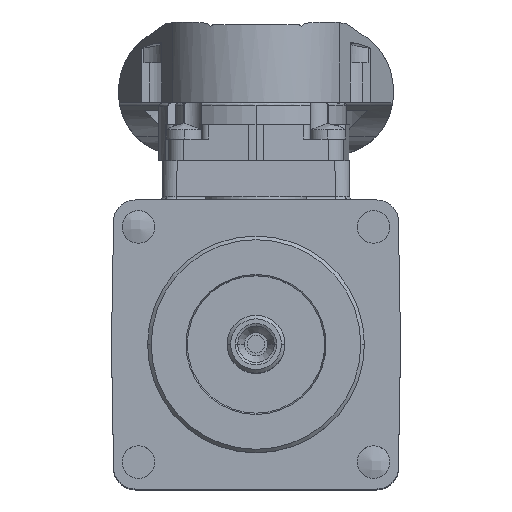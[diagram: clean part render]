
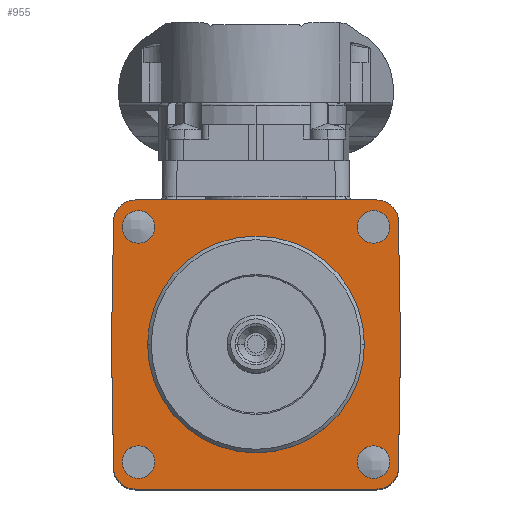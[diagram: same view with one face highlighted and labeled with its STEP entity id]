
A CAD part, top view. The second image highlights one B-rep face of the part: STEP entity #955.
In plain terms, the highlighted planar face has unit normal (0, 0, 1).
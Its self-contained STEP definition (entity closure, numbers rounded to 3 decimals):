
#955=ADVANCED_FACE('NONE',(#2738,#2739,#2740,#2741,#2742,#2743),#2744,.T.);
#2738=FACE_OUTER_BOUND('',#5431,.T.);
#2739=FACE_BOUND('',#5432,.T.);
#2740=FACE_BOUND('',#5433,.T.);
#2741=FACE_BOUND('',#5434,.T.);
#2742=FACE_BOUND('',#5435,.T.);
#2743=FACE_BOUND('',#5436,.T.);
#2744=PLANE('',#5437);
#5431=EDGE_LOOP('',(#11518,#11519,#11520,#11521,#11522,#11523,#11524,#11525,#11526,#11527));
#5432=EDGE_LOOP('',(#11528,#11529));
#5433=EDGE_LOOP('',(#11530,#11531));
#5434=EDGE_LOOP('',(#11532,#11533));
#5435=EDGE_LOOP('',(#11534,#11535));
#5436=EDGE_LOOP('',(#11536,#11537));
#5437=AXIS2_PLACEMENT_3D('',#11538,#11539,#11540);
#11518=ORIENTED_EDGE('',*,*,#18873,.T.);
#11519=ORIENTED_EDGE('',*,*,#18899,.T.);
#11520=ORIENTED_EDGE('',*,*,#18880,.T.);
#11521=ORIENTED_EDGE('',*,*,#18889,.T.);
#11522=ORIENTED_EDGE('',*,*,#18900,.T.);
#11523=ORIENTED_EDGE('',*,*,#18805,.T.);
#11524=ORIENTED_EDGE('',*,*,#18901,.T.);
#11525=ORIENTED_EDGE('',*,*,#18857,.T.);
#11526=ORIENTED_EDGE('',*,*,#18865,.T.);
#11527=ORIENTED_EDGE('',*,*,#18902,.T.);
#11528=ORIENTED_EDGE('',*,*,#18903,.F.);
#11529=ORIENTED_EDGE('',*,*,#18738,.F.);
#11530=ORIENTED_EDGE('',*,*,#18904,.F.);
#11531=ORIENTED_EDGE('',*,*,#18743,.F.);
#11532=ORIENTED_EDGE('',*,*,#18905,.F.);
#11533=ORIENTED_EDGE('',*,*,#18748,.F.);
#11534=ORIENTED_EDGE('',*,*,#18906,.F.);
#11535=ORIENTED_EDGE('',*,*,#18753,.F.);
#11536=ORIENTED_EDGE('',*,*,#18756,.F.);
#11537=ORIENTED_EDGE('',*,*,#18907,.F.);
#11538=CARTESIAN_POINT('',(0.0,30.0,5.0));
#11539=DIRECTION('',(-0.0,0.0,1.0));
#11540=DIRECTION('',(1.0,-0.0,0.0));
#18738=EDGE_CURVE('NONE',#21823,#21825,#21826,.T.);
#18743=EDGE_CURVE('NONE',#21832,#21834,#21835,.T.);
#18748=EDGE_CURVE('NONE',#21841,#21843,#21844,.T.);
#18753=EDGE_CURVE('NONE',#21850,#21852,#21853,.T.);
#18756=EDGE_CURVE('NONE',#21856,#21857,#21858,.T.);
#18805=EDGE_CURVE('NONE',#21944,#21942,#21945,.T.);
#18857=EDGE_CURVE('NONE',#22035,#22033,#22036,.T.);
#18865=EDGE_CURVE('NONE',#22033,#22046,#22048,.T.);
#18873=EDGE_CURVE('NONE',#22062,#22060,#22063,.T.);
#18880=EDGE_CURVE('NONE',#22073,#22071,#22074,.T.);
#18889=EDGE_CURVE('NONE',#22071,#22086,#22088,.T.);
#18899=EDGE_CURVE('NONE',#22060,#22073,#22102,.T.);
#18900=EDGE_CURVE('NONE',#22086,#21944,#22103,.T.);
#18901=EDGE_CURVE('NONE',#21942,#22035,#22104,.T.);
#18902=EDGE_CURVE('NONE',#22046,#22062,#22105,.T.);
#18903=EDGE_CURVE('NONE',#21825,#21823,#22106,.T.);
#18904=EDGE_CURVE('NONE',#21834,#21832,#22107,.T.);
#18905=EDGE_CURVE('NONE',#21843,#21841,#22108,.T.);
#18906=EDGE_CURVE('NONE',#21852,#21850,#22109,.T.);
#18907=EDGE_CURVE('NONE',#21857,#21856,#22110,.T.);
#21823=VERTEX_POINT('NONE',#26376);
#21825=VERTEX_POINT('NONE',#26379);
#21826=CIRCLE('',#26380,2.25);
#21832=VERTEX_POINT('NONE',#26387);
#21834=VERTEX_POINT('NONE',#26390);
#21835=CIRCLE('',#26391,2.25);
#21841=VERTEX_POINT('NONE',#26398);
#21843=VERTEX_POINT('NONE',#26401);
#21844=CIRCLE('',#26402,2.25);
#21850=VERTEX_POINT('NONE',#26409);
#21852=VERTEX_POINT('NONE',#26412);
#21853=CIRCLE('',#26413,2.25);
#21856=VERTEX_POINT('NONE',#26417);
#21857=VERTEX_POINT('NONE',#26418);
#21858=CIRCLE('',#26419,15.0);
#21942=VERTEX_POINT('NONE',#26548);
#21944=VERTEX_POINT('NONE',#26551);
#21945=LINE('',#26552,#26553);
#22033=VERTEX_POINT('NONE',#26673);
#22035=VERTEX_POINT('NONE',#26676);
#22036=LINE('',#26677,#26678);
#22046=VERTEX_POINT('NONE',#26693);
#22048=LINE('',#26696,#26697);
#22060=VERTEX_POINT('NONE',#26714);
#22062=VERTEX_POINT('NONE',#26717);
#22063=LINE('',#26718,#26719);
#22071=VERTEX_POINT('NONE',#26731);
#22073=VERTEX_POINT('NONE',#26734);
#22074=LINE('',#26735,#26736);
#22086=VERTEX_POINT('NONE',#26754);
#22088=LINE('',#26757,#26758);
#22102=CIRCLE('',#26774,3.0);
#22103=CIRCLE('',#26775,3.0);
#22104=CIRCLE('',#26776,3.0);
#22105=CIRCLE('',#26777,3.0);
#22106=CIRCLE('',#26778,2.25);
#22107=CIRCLE('',#26779,2.25);
#22108=CIRCLE('',#26780,2.25);
#22109=CIRCLE('',#26781,2.25);
#22110=CIRCLE('',#26782,15.0);
#26376=CARTESIAN_POINT('',(-18.513,16.263,5.0));
#26379=CARTESIAN_POINT('',(-14.013,16.263,5.0));
#26380=AXIS2_PLACEMENT_3D('',#35023,#35024,#35025);
#26387=CARTESIAN_POINT('',(-18.513,-16.263,5.0));
#26390=CARTESIAN_POINT('',(-14.013,-16.263,5.0));
#26391=AXIS2_PLACEMENT_3D('',#35031,#35032,#35033);
#26398=CARTESIAN_POINT('',(14.013,-16.263,5.0));
#26401=CARTESIAN_POINT('',(18.513,-16.263,5.0));
#26402=AXIS2_PLACEMENT_3D('',#35039,#35040,#35041);
#26409=CARTESIAN_POINT('',(14.013,16.263,5.0));
#26412=CARTESIAN_POINT('',(18.513,16.263,5.0));
#26413=AXIS2_PLACEMENT_3D('',#35047,#35048,#35049);
#26417=CARTESIAN_POINT('',(15.0,0.0,5.0));
#26418=CARTESIAN_POINT('',(-15.0,0.,5.0));
#26419=AXIS2_PLACEMENT_3D('',#35051,#35052,#35053);
#26548=CARTESIAN_POINT('',(-16.703,20.0,5.0));
#26551=CARTESIAN_POINT('',(16.703,20.0,5.0));
#26552=CARTESIAN_POINT('',(-19.651,20.0,5.0));
#26553=VECTOR('',#35125,1000.0);
#26673=CARTESIAN_POINT('',(-20.0,0.,5.0));
#26676=CARTESIAN_POINT('',(-19.702,17.052,5.0));
#26677=CARTESIAN_POINT('',(-20.0,0.,5.0));
#26678=VECTOR('',#35215,1000.0);
#26693=CARTESIAN_POINT('',(-19.702,-17.052,5.0));
#26696=CARTESIAN_POINT('',(-20.0,0.,5.0));
#26697=VECTOR('',#35222,1000.0);
#26714=CARTESIAN_POINT('',(16.703,-20.0,5.0));
#26717=CARTESIAN_POINT('',(-16.703,-20.0,5.0));
#26718=CARTESIAN_POINT('',(-19.651,-20.0,5.0));
#26719=VECTOR('',#35229,1000.0);
#26731=CARTESIAN_POINT('',(20.0,0.0,5.0));
#26734=CARTESIAN_POINT('',(19.702,-17.052,5.0));
#26735=CARTESIAN_POINT('',(20.0,0.0,5.0));
#26736=VECTOR('',#35235,1000.0);
#26754=CARTESIAN_POINT('',(19.702,17.052,5.0));
#26757=CARTESIAN_POINT('',(20.0,0.0,5.0));
#26758=VECTOR('',#35243,1000.0);
#26774=AXIS2_PLACEMENT_3D('',#35261,#35262,#35263);
#26775=AXIS2_PLACEMENT_3D('',#35264,#35265,#35266);
#26776=AXIS2_PLACEMENT_3D('',#35267,#35268,#35269);
#26777=AXIS2_PLACEMENT_3D('',#35270,#35271,#35272);
#26778=AXIS2_PLACEMENT_3D('',#35273,#35274,#35275);
#26779=AXIS2_PLACEMENT_3D('',#35276,#35277,#35278);
#26780=AXIS2_PLACEMENT_3D('',#35279,#35280,#35281);
#26781=AXIS2_PLACEMENT_3D('',#35282,#35283,#35284);
#26782=AXIS2_PLACEMENT_3D('',#35285,#35286,#35287);
#35023=CARTESIAN_POINT('',(-16.263,16.263,5.0));
#35024=DIRECTION('',(0.0,0.0,1.0));
#35025=DIRECTION('',(1.0,0.0,0.0));
#35031=CARTESIAN_POINT('',(-16.263,-16.263,5.0));
#35032=DIRECTION('',(0.0,0.0,1.0));
#35033=DIRECTION('',(1.0,0.0,0.0));
#35039=CARTESIAN_POINT('',(16.263,-16.263,5.0));
#35040=DIRECTION('',(0.0,0.0,1.0));
#35041=DIRECTION('',(1.0,0.0,0.0));
#35047=CARTESIAN_POINT('',(16.263,16.263,5.0));
#35048=DIRECTION('',(0.0,0.0,1.0));
#35049=DIRECTION('',(1.0,0.0,0.0));
#35051=CARTESIAN_POINT('',(0.0,0.0,5.0));
#35052=DIRECTION('',(0.0,-0.0,1.0));
#35053=DIRECTION('',(1.0,0.0,0.0));
#35125=DIRECTION('',(-1.0,0.,0.0));
#35215=DIRECTION('',(-0.017,-1.,0.0));
#35222=DIRECTION('',(0.017,-1.,0.0));
#35229=DIRECTION('',(1.0,0.,0.0));
#35235=DIRECTION('',(0.017,1.,0.0));
#35243=DIRECTION('',(-0.017,1.,0.0));
#35261=CARTESIAN_POINT('',(16.703,-17.0,5.0));
#35262=DIRECTION('',(0.0,-0.0,1.0));
#35263=DIRECTION('',(1.0,0.0,0.0));
#35264=CARTESIAN_POINT('',(16.703,17.0,5.0));
#35265=DIRECTION('',(0.0,-0.0,1.0));
#35266=DIRECTION('',(1.0,0.0,0.0));
#35267=CARTESIAN_POINT('',(-16.703,17.0,5.0));
#35268=DIRECTION('',(0.0,-0.0,1.0));
#35269=DIRECTION('',(1.0,0.0,0.0));
#35270=CARTESIAN_POINT('',(-16.703,-17.0,5.0));
#35271=DIRECTION('',(0.0,-0.0,1.0));
#35272=DIRECTION('',(1.0,0.0,0.0));
#35273=CARTESIAN_POINT('',(-16.263,16.263,5.0));
#35274=DIRECTION('',(0.0,0.0,1.0));
#35275=DIRECTION('',(1.0,0.0,0.0));
#35276=CARTESIAN_POINT('',(-16.263,-16.263,5.0));
#35277=DIRECTION('',(0.0,0.0,1.0));
#35278=DIRECTION('',(1.0,0.0,0.0));
#35279=CARTESIAN_POINT('',(16.263,-16.263,5.0));
#35280=DIRECTION('',(0.0,0.0,1.0));
#35281=DIRECTION('',(1.0,0.0,0.0));
#35282=CARTESIAN_POINT('',(16.263,16.263,5.0));
#35283=DIRECTION('',(0.0,0.0,1.0));
#35284=DIRECTION('',(1.0,0.0,0.0));
#35285=CARTESIAN_POINT('',(0.0,0.0,5.0));
#35286=DIRECTION('',(0.0,-0.0,1.0));
#35287=DIRECTION('',(1.0,0.0,0.0));
